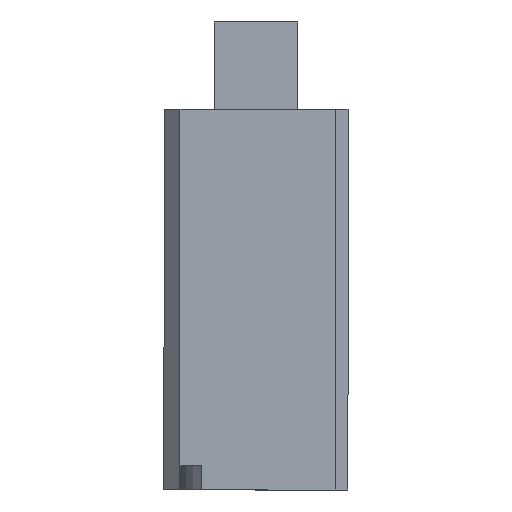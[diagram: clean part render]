
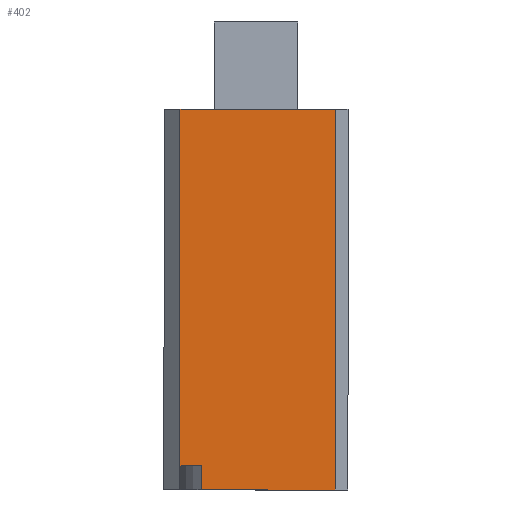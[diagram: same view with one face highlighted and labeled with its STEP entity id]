
A CAD part, left-side view. The second image highlights one B-rep face of the part: STEP entity #402.
In plain terms, the highlighted planar face has unit normal (-1, 0, 0).
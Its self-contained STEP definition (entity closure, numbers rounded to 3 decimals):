
#23 = LINE ( 'NONE', #97, #289 ) ;
#59 = CARTESIAN_POINT ( 'NONE',  ( -3., 4.85, 11.9 ) ) ;
#60 = EDGE_LOOP ( 'NONE', ( #825, #418, #139, #922, #84, #127 ) ) ;
#62 = VECTOR ( 'NONE', #233, 1000. ) ;
#84 = ORIENTED_EDGE ( 'NONE', *, *, #435, .T. ) ;
#97 = CARTESIAN_POINT ( 'NONE',  ( -3., -4.85, 11.9 ) ) ;
#124 = CARTESIAN_POINT ( 'NONE',  ( -3., -4.85, 11.9 ) ) ;
#127 = ORIENTED_EDGE ( 'NONE', *, *, #789, .F. ) ;
#139 = ORIENTED_EDGE ( 'NONE', *, *, #478, .T. ) ;
#149 = VERTEX_POINT ( 'NONE', #636 ) ;
#183 = FACE_OUTER_BOUND ( 'NONE', #60, .T. ) ;
#233 = DIRECTION ( 'NONE',  ( 0., -1., 0. ) ) ;
#239 = VERTEX_POINT ( 'NONE', #124 ) ;
#244 = VECTOR ( 'NONE', #274, 1000. ) ;
#274 = DIRECTION ( 'NONE',  ( 0., 0., -1. ) ) ;
#283 = CARTESIAN_POINT ( 'NONE',  ( -3., -4.85, -11.9 ) ) ;
#289 = VECTOR ( 'NONE', #758, 1000. ) ;
#301 = AXIS2_PLACEMENT_3D ( 'NONE', #550, #633, #700 ) ;
#306 = EDGE_CURVE ( 'NONE', #871, #627, #867, .T. ) ;
#326 = VECTOR ( 'NONE', #586, 1000. ) ;
#358 = LINE ( 'NONE', #658, #749 ) ;
#368 = VERTEX_POINT ( 'NONE', #744 ) ;
#402 = ADVANCED_FACE ( 'NONE', ( #183 ), #409, .T. ) ;
#404 = CARTESIAN_POINT ( 'NONE',  ( -3., 4.85, -10.4 ) ) ;
#409 = PLANE ( 'NONE',  #301 ) ;
#418 = ORIENTED_EDGE ( 'NONE', *, *, #929, .T. ) ;
#435 = EDGE_CURVE ( 'NONE', #149, #670, #483, .T. ) ;
#469 = CARTESIAN_POINT ( 'NONE',  ( -3., 4.85, -11.9 ) ) ;
#478 = EDGE_CURVE ( 'NONE', #368, #239, #940, .T. ) ;
#483 = LINE ( 'NONE', #59, #244 ) ;
#488 = EDGE_CURVE ( 'NONE', #239, #149, #23, .T. ) ;
#499 = CARTESIAN_POINT ( 'NONE',  ( -3., 3.517, -10.4 ) ) ;
#508 = DIRECTION ( 'NONE',  ( 0., 1., 0. ) ) ;
#550 = CARTESIAN_POINT ( 'NONE',  ( -3., 0., 0. ) ) ;
#586 = DIRECTION ( 'NONE',  ( 0., 0., 1. ) ) ;
#627 = VERTEX_POINT ( 'NONE', #678 ) ;
#633 = DIRECTION ( 'NONE',  ( -1., 0., 0. ) ) ;
#636 = CARTESIAN_POINT ( 'NONE',  ( -3., 4.85, 11.9 ) ) ;
#658 = CARTESIAN_POINT ( 'NONE',  ( -3., 4.85, -10.4 ) ) ;
#670 = VERTEX_POINT ( 'NONE', #404 ) ;
#678 = CARTESIAN_POINT ( 'NONE',  ( -3., 3.517, -11.9 ) ) ;
#700 = DIRECTION ( 'NONE',  ( 0., 0., 1. ) ) ;
#729 = CARTESIAN_POINT ( 'NONE',  ( -3., 3.517, -10.4 ) ) ;
#744 = CARTESIAN_POINT ( 'NONE',  ( -3., -4.85, -11.9 ) ) ;
#749 = VECTOR ( 'NONE', #508, 1000. ) ;
#758 = DIRECTION ( 'NONE',  ( 0., 1., 0. ) ) ;
#789 = EDGE_CURVE ( 'NONE', #871, #670, #358, .T. ) ;
#813 = DIRECTION ( 'NONE',  ( 0., 0., -1. ) ) ;
#823 = LINE ( 'NONE', #469, #62 ) ;
#825 = ORIENTED_EDGE ( 'NONE', *, *, #306, .T. ) ;
#867 = LINE ( 'NONE', #499, #949 ) ;
#871 = VERTEX_POINT ( 'NONE', #729 ) ;
#922 = ORIENTED_EDGE ( 'NONE', *, *, #488, .T. ) ;
#929 = EDGE_CURVE ( 'NONE', #627, #368, #823, .T. ) ;
#940 = LINE ( 'NONE', #283, #326 ) ;
#949 = VECTOR ( 'NONE', #813, 1000. ) ;
